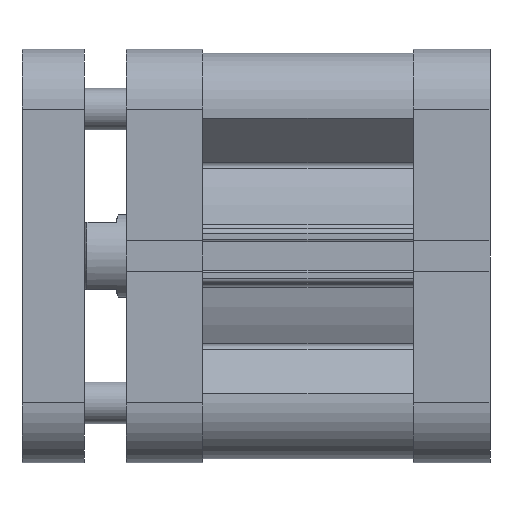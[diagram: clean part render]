
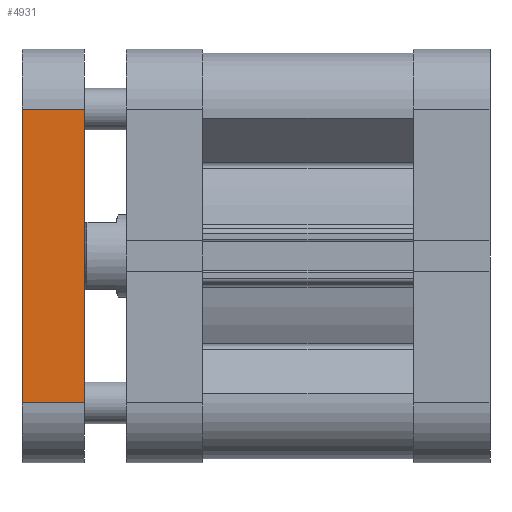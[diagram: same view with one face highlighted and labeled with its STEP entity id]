
A CAD part, front view. The second image highlights one B-rep face of the part: STEP entity #4931.
In plain terms, the highlighted planar face has unit normal (0, -1, 0).
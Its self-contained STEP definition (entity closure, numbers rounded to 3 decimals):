
#566 = PLANE ( 'NONE',  #6791 ) ;
#570 = CARTESIAN_POINT ( 'NONE',  ( 40.394, -39.75, 0. ) ) ;
#576 = DIRECTION ( 'NONE',  ( 0., 1., 0. ) ) ;
#577 = DIRECTION ( 'NONE',  ( 0., 0., 1. ) ) ;
#3726 = ORIENTED_EDGE ( 'NONE', *, *, #6240, .T. ) ;
#3727 = ORIENTED_EDGE ( 'NONE', *, *, #6256, .T. ) ;
#3728 = ORIENTED_EDGE ( 'NONE', *, *, #6271, .T. ) ;
#3729 = ORIENTED_EDGE ( 'NONE', *, *, #6295, .T. ) ;
#4931 = ADVANCED_FACE ( 'NONE', ( #7488 ), #566, .F. ) ;
#6240 = EDGE_CURVE ( 'NONE', #8014, #8021, #9441, .T. ) ;
#6256 = EDGE_CURVE ( 'NONE', #8015, #8014, #9458, .T. ) ;
#6271 = EDGE_CURVE ( 'NONE', #8022, #8015, #9468, .T. ) ;
#6295 = EDGE_CURVE ( 'NONE', #8021, #8022, #9496, .T. ) ;
#6791 = AXIS2_PLACEMENT_3D ( 'NONE', #570, #576, #577 ) ;
#7488 = FACE_OUTER_BOUND ( 'NONE', #8450, .T. ) ;
#8014 = VERTEX_POINT ( 'NONE', #10324 ) ;
#8015 = VERTEX_POINT ( 'NONE', #10325 ) ;
#8021 = VERTEX_POINT ( 'NONE', #10331 ) ;
#8022 = VERTEX_POINT ( 'NONE', #10332 ) ;
#8450 = EDGE_LOOP ( 'NONE', ( #3729, #3728, #3727, #3726 ) ) ;
#9440 = VECTOR ( 'NONE', #9987, 1000. ) ;
#9441 = LINE ( 'NONE', #9986, #9440 ) ;
#9458 = LINE ( 'NONE', #10020, #9459 ) ;
#9459 = VECTOR ( 'NONE', #10021, 1000. ) ;
#9468 = LINE ( 'NONE', #10043, #9476 ) ;
#9476 = VECTOR ( 'NONE', #10054, 1000. ) ;
#9488 = VECTOR ( 'NONE', #10092, 1000. ) ;
#9496 = LINE ( 'NONE', #10075, #9488 ) ;
#9986 = CARTESIAN_POINT ( 'NONE',  ( -15.821, -39.75, -28.25 ) ) ;
#9987 = DIRECTION ( 'NONE',  ( 1., 0., 0. ) ) ;
#10020 = CARTESIAN_POINT ( 'NONE',  ( -27.821, -39.75, 0. ) ) ;
#10021 = DIRECTION ( 'NONE',  ( 0., 0., -1. ) ) ;
#10043 = CARTESIAN_POINT ( 'NONE',  ( 40.394, -39.75, 28.25 ) ) ;
#10054 = DIRECTION ( 'NONE',  ( -1., 0., 0. ) ) ;
#10075 = CARTESIAN_POINT ( 'NONE',  ( -15.821, -39.75, 0. ) ) ;
#10092 = DIRECTION ( 'NONE',  ( 0., 0., 1. ) ) ;
#10324 = CARTESIAN_POINT ( 'NONE',  ( -27.821, -39.75, -28.25 ) ) ;
#10325 = CARTESIAN_POINT ( 'NONE',  ( -27.821, -39.75, 28.25 ) ) ;
#10331 = CARTESIAN_POINT ( 'NONE',  ( -15.821, -39.75, -28.25 ) ) ;
#10332 = CARTESIAN_POINT ( 'NONE',  ( -15.821, -39.75, 28.25 ) ) ;
